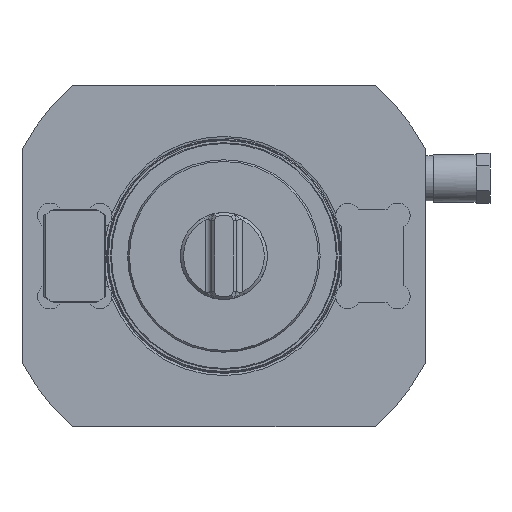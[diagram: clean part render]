
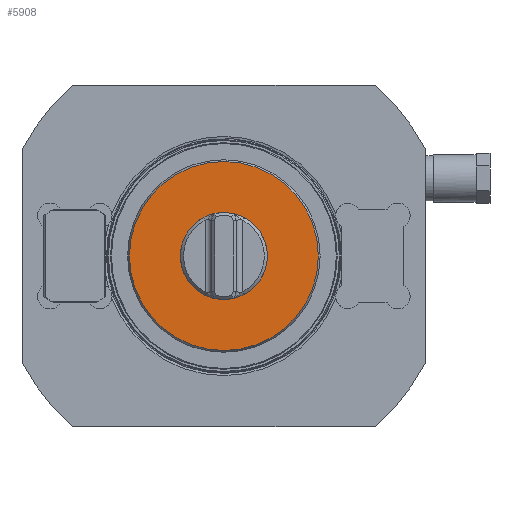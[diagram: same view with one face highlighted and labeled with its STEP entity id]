
A CAD part, front view. The second image highlights one B-rep face of the part: STEP entity #5908.
In plain terms, the highlighted planar face has unit normal (0, -1, 0).
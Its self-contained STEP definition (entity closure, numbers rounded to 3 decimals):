
#203 = FACE_BOUND ( 'NONE', #24690, .T. ) ;
#1629 = CARTESIAN_POINT ( 'NONE',  ( 30.423, -182.5, 0. ) ) ;
#2042 = ORIENTED_EDGE ( 'NONE', *, *, #26006, .F. ) ;
#3532 = DIRECTION ( 'NONE',  ( 0., -1., 0. ) ) ;
#3826 = DIRECTION ( 'NONE',  ( 0., 0., -1. ) ) ;
#5880 = AXIS2_PLACEMENT_3D ( 'NONE', #7117, #17986, #22693 ) ;
#5908 = ADVANCED_FACE ( 'Defeature completata2_27', ( #16093, #203 ), #25025, .T. ) ;
#6734 = CIRCLE ( 'NONE', #20809, 14. ) ;
#7117 = CARTESIAN_POINT ( 'NONE',  ( 30.423, -182.5, 0. ) ) ;
#12852 = DIRECTION ( 'NONE',  ( 0., 1., 0. ) ) ;
#13546 = EDGE_LOOP ( 'NONE', ( #20286 ) ) ;
#15016 = CARTESIAN_POINT ( 'NONE',  ( 0., -182.5, 0. ) ) ;
#16093 = FACE_OUTER_BOUND ( 'NONE', #13546, .T. ) ;
#17370 = VERTEX_POINT ( 'NONE', #1629 ) ;
#17499 = VERTEX_POINT ( 'NONE', #19545 ) ;
#17896 = AXIS2_PLACEMENT_3D ( 'NONE', #29008, #12852, #28717 ) ;
#17986 = DIRECTION ( 'NONE',  ( 0., -1., 0. ) ) ;
#19545 = CARTESIAN_POINT ( 'NONE',  ( 0., -182.5, -14. ) ) ;
#19801 = EDGE_CURVE ( 'NONE', #17370, #17370, #24464, .T. ) ;
#20286 = ORIENTED_EDGE ( 'NONE', *, *, #19801, .F. ) ;
#20809 = AXIS2_PLACEMENT_3D ( 'NONE', #15016, #3532, #3826 ) ;
#22693 = DIRECTION ( 'NONE',  ( -1., 0., 0. ) ) ;
#24464 = CIRCLE ( 'NONE', #17896, 30.423 ) ;
#24690 = EDGE_LOOP ( 'NONE', ( #2042 ) ) ;
#25025 = PLANE ( 'NONE',  #5880 ) ;
#26006 = EDGE_CURVE ( 'NONE', #17499, #17499, #6734, .T. ) ;
#28717 = DIRECTION ( 'NONE',  ( 1., 0., 0. ) ) ;
#29008 = CARTESIAN_POINT ( 'NONE',  ( 0., -182.5, 0. ) ) ;
